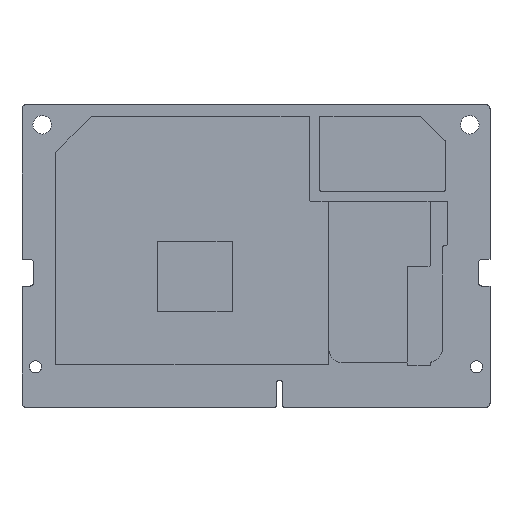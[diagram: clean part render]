
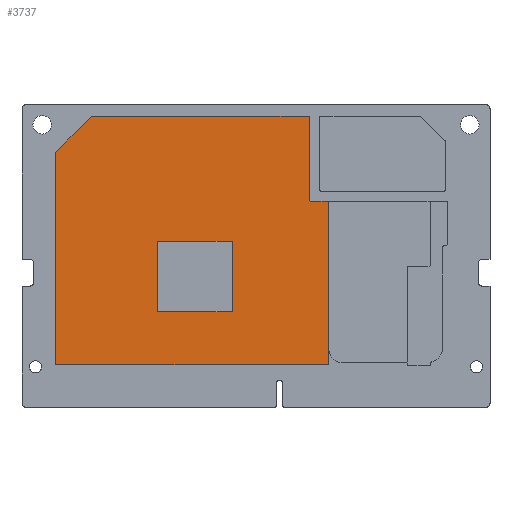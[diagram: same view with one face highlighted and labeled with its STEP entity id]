
A CAD part, top view. The second image highlights one B-rep face of the part: STEP entity #3737.
In plain terms, the highlighted planar face has unit normal (0, 0, 1).
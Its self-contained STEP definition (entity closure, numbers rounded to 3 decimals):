
#830=CARTESIAN_POINT('',(40.947,24.847,2.3));
#831=DIRECTION('',(0.,0.,-1.));
#832=DIRECTION('',(0.,-1.,0.));
#833=AXIS2_PLACEMENT_3D('',#830,#831,#832);
#872=CARTESIAN_POINT('',(43.83,24.447,2.3));
#873=DIRECTION('',(0.,0.,-1.));
#874=DIRECTION('',(-1.,0.,0.));
#875=AXIS2_PLACEMENT_3D('',#872,#873,#874);
#881=DIRECTION('',(0.,1.,0.));
#882=VECTOR('',#881,10.54);
#883=CARTESIAN_POINT('',(29.25,8.18,2.3));
#884=LINE('',#883,#882);
#885=DIRECTION('',(-1.,0.,0.));
#886=VECTOR('',#885,11.1);
#887=CARTESIAN_POINT('',(29.25,18.72,2.3));
#888=LINE('',#887,#886);
#889=DIRECTION('',(0.,-1.,0.));
#890=VECTOR('',#889,10.54);
#891=CARTESIAN_POINT('',(18.15,18.72,2.3));
#892=LINE('',#891,#890);
#893=DIRECTION('',(1.,0.,0.));
#894=VECTOR('',#893,11.1);
#895=CARTESIAN_POINT('',(18.15,8.18,2.3));
#896=LINE('',#895,#894);
#897=DIRECTION('',(1.,0.,0.));
#898=VECTOR('',#897,2.883);
#899=CARTESIAN_POINT('',(40.947,24.647,2.3));
#900=LINE('',#899,#898);
#901=DIRECTION('',(0.,-1.,0.));
#902=VECTOR('',#901,21.797);
#903=CARTESIAN_POINT('',(43.63,24.447,2.3));
#904=LINE('',#903,#902);
#905=DIRECTION('',(0.,1.,0.));
#906=VECTOR('',#905,2.15);
#907=CARTESIAN_POINT('',(43.63,0.5,2.3));
#908=LINE('',#907,#906);
#909=CARTESIAN_POINT('',(43.43,0.5,2.3));
#910=DIRECTION('',(0.,0.,1.));
#911=DIRECTION('',(0.,-1.,0.));
#912=AXIS2_PLACEMENT_3D('',#909,#910,#911);
#914=DIRECTION('',(1.,0.,0.));
#915=VECTOR('',#914,40.28);
#916=CARTESIAN_POINT('',(3.15,0.3,2.3));
#917=LINE('',#916,#915);
#918=CARTESIAN_POINT('',(3.15,0.5,2.3));
#919=DIRECTION('',(0.,0.,1.));
#920=DIRECTION('',(-1.,0.,0.));
#921=AXIS2_PLACEMENT_3D('',#918,#919,#920);
#923=DIRECTION('',(0.,-1.,0.));
#924=VECTOR('',#923,31.286);
#925=CARTESIAN_POINT('',(2.95,31.786,2.3));
#926=LINE('',#925,#924);
#927=CARTESIAN_POINT('',(3.15,31.786,2.3));
#928=DIRECTION('',(0.,0.,1.));
#929=DIRECTION('',(-0.707,0.707,0.));
#930=AXIS2_PLACEMENT_3D('',#927,#928,#929);
#932=DIRECTION('',(-0.707,-0.707,0.));
#933=VECTOR('',#932,7.515);
#934=CARTESIAN_POINT('',(8.323,37.241,2.3));
#935=LINE('',#934,#933);
#936=CARTESIAN_POINT('',(8.464,37.1,2.3));
#937=DIRECTION('',(0.,0.,1.));
#938=DIRECTION('',(0.,1.,0.));
#939=AXIS2_PLACEMENT_3D('',#936,#937,#938);
#941=DIRECTION('',(-1.,0.,0.));
#942=VECTOR('',#941,32.083);
#943=CARTESIAN_POINT('',(40.547,37.3,2.3));
#944=LINE('',#943,#942);
#945=CARTESIAN_POINT('',(40.547,37.1,2.3));
#946=DIRECTION('',(0.,0.,1.));
#947=DIRECTION('',(1.,0.,0.));
#948=AXIS2_PLACEMENT_3D('',#945,#946,#947);
#950=DIRECTION('',(0.,1.,0.));
#951=VECTOR('',#950,12.253);
#952=CARTESIAN_POINT('',(40.747,24.847,2.3));
#953=LINE('',#952,#951);
#2204=CARTESIAN_POINT('',(43.63,2.65,2.3));
#2205=VERTEX_POINT('',#2204);
#2214=CARTESIAN_POINT('',(29.25,8.18,2.3));
#2215=CARTESIAN_POINT('',(29.25,18.72,2.3));
#2216=VERTEX_POINT('',#2214);
#2217=VERTEX_POINT('',#2215);
#2218=CARTESIAN_POINT('',(18.15,18.72,2.3));
#2219=VERTEX_POINT('',#2218);
#2220=CARTESIAN_POINT('',(18.15,8.18,2.3));
#2221=VERTEX_POINT('',#2220);
#2414=CARTESIAN_POINT('',(40.747,24.847,2.3));
#2416=VERTEX_POINT('',#2414);
#2419=CARTESIAN_POINT('',(40.947,24.647,2.3));
#2420=VERTEX_POINT('',#2419);
#2463=CARTESIAN_POINT('',(43.83,24.647,2.3));
#2465=VERTEX_POINT('',#2463);
#2468=CARTESIAN_POINT('',(43.63,24.447,2.3));
#2469=VERTEX_POINT('',#2468);
#2470=CARTESIAN_POINT('',(43.43,0.3,2.3));
#2472=VERTEX_POINT('',#2470);
#2474=CARTESIAN_POINT('',(43.63,0.5,2.3));
#2475=VERTEX_POINT('',#2474);
#2486=CARTESIAN_POINT('',(2.95,0.5,2.3));
#2488=VERTEX_POINT('',#2486);
#2490=CARTESIAN_POINT('',(3.15,0.3,2.3));
#2491=VERTEX_POINT('',#2490);
#2494=CARTESIAN_POINT('',(3.009,31.927,2.3));
#2496=VERTEX_POINT('',#2494);
#2498=CARTESIAN_POINT('',(2.95,31.786,2.3));
#2499=VERTEX_POINT('',#2498);
#2502=CARTESIAN_POINT('',(8.464,37.3,2.3));
#2504=VERTEX_POINT('',#2502);
#2506=CARTESIAN_POINT('',(8.323,37.241,2.3));
#2507=VERTEX_POINT('',#2506);
#2510=CARTESIAN_POINT('',(40.747,37.1,2.3));
#2512=VERTEX_POINT('',#2510);
#2514=CARTESIAN_POINT('',(40.547,37.3,2.3));
#2515=VERTEX_POINT('',#2514);
#3705=CARTESIAN_POINT('',(0.,0.,2.3));
#3706=DIRECTION('',(0.,0.,1.));
#3707=DIRECTION('',(-1.,0.,0.));
#3708=AXIS2_PLACEMENT_3D('',#3705,#3706,#3707);
#3709=PLANE('',#3708);
#3710=ORIENTED_EDGE('',*,*,#3643,.T.);
#3711=ORIENTED_EDGE('',*,*,#3687,.F.);
#3712=ORIENTED_EDGE('',*,*,#3700,.T.);
#3713=ORIENTED_EDGE('',*,*,#3472,.F.);
#3714=ORIENTED_EDGE('',*,*,#3486,.F.);
#3715=ORIENTED_EDGE('',*,*,#3502,.F.);
#3716=ORIENTED_EDGE('',*,*,#3514,.F.);
#3717=ORIENTED_EDGE('',*,*,#3530,.F.);
#3718=ORIENTED_EDGE('',*,*,#3542,.F.);
#3719=ORIENTED_EDGE('',*,*,#3558,.F.);
#3720=ORIENTED_EDGE('',*,*,#3570,.F.);
#3721=ORIENTED_EDGE('',*,*,#3586,.F.);
#3722=ORIENTED_EDGE('',*,*,#3598,.F.);
#3723=ORIENTED_EDGE('',*,*,#3614,.F.);
#3724=ORIENTED_EDGE('',*,*,#3628,.F.);
#3725=EDGE_LOOP('',(#3710,#3711,#3712,#3713,#3714,#3715,#3716,#3717,#3718,#3719,
#3720,#3721,#3722,#3723,#3724));
#3726=FACE_OUTER_BOUND('',#3725,.F.);
#3728=ORIENTED_EDGE('',*,*,#3727,.T.);
#3730=ORIENTED_EDGE('',*,*,#3729,.T.);
#3732=ORIENTED_EDGE('',*,*,#3731,.T.);
#3734=ORIENTED_EDGE('',*,*,#3733,.T.);
#3735=EDGE_LOOP('',(#3728,#3730,#3732,#3734));
#3736=FACE_BOUND('',#3735,.F.);
#3737=ADVANCED_FACE('',(#3726,#3736),#3709,.T.);
#834=CIRCLE('',#833,0.2);
#876=CIRCLE('',#875,0.2);
#913=CIRCLE('',#912,0.2);
#922=CIRCLE('',#921,0.2);
#931=CIRCLE('',#930,0.2);
#940=CIRCLE('',#939,0.2);
#949=CIRCLE('',#948,0.2);
#3472=EDGE_CURVE('',#2475,#2205,#908,.T.);
#3486=EDGE_CURVE('',#2472,#2475,#913,.T.);
#3502=EDGE_CURVE('',#2491,#2472,#917,.T.);
#3514=EDGE_CURVE('',#2488,#2491,#922,.T.);
#3530=EDGE_CURVE('',#2499,#2488,#926,.T.);
#3542=EDGE_CURVE('',#2496,#2499,#931,.T.);
#3558=EDGE_CURVE('',#2507,#2496,#935,.T.);
#3570=EDGE_CURVE('',#2504,#2507,#940,.T.);
#3586=EDGE_CURVE('',#2515,#2504,#944,.T.);
#3598=EDGE_CURVE('',#2512,#2515,#949,.T.);
#3614=EDGE_CURVE('',#2416,#2512,#953,.T.);
#3628=EDGE_CURVE('',#2420,#2416,#834,.T.);
#3643=EDGE_CURVE('',#2420,#2465,#900,.T.);
#3687=EDGE_CURVE('',#2469,#2465,#876,.T.);
#3700=EDGE_CURVE('',#2469,#2205,#904,.T.);
#3727=EDGE_CURVE('',#2216,#2217,#884,.T.);
#3729=EDGE_CURVE('',#2217,#2219,#888,.T.);
#3731=EDGE_CURVE('',#2219,#2221,#892,.T.);
#3733=EDGE_CURVE('',#2221,#2216,#896,.T.);
